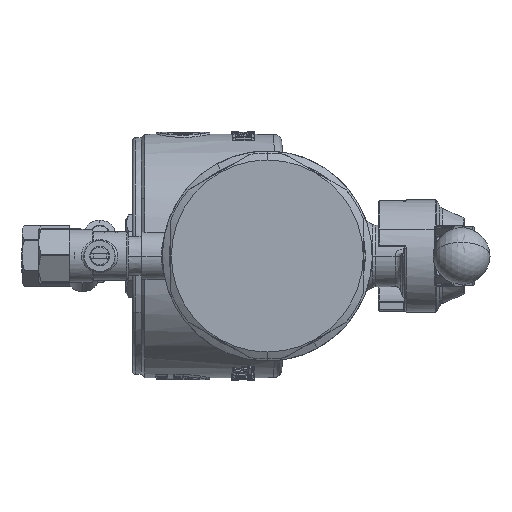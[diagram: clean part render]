
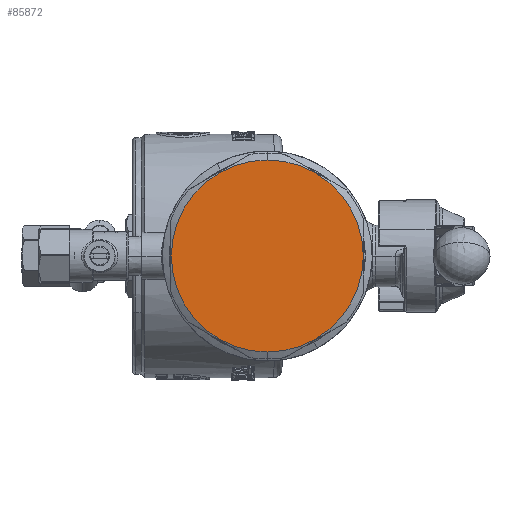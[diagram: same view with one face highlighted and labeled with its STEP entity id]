
A CAD part, front view. The second image highlights one B-rep face of the part: STEP entity #85872.
In plain terms, the highlighted planar face has unit normal (0, -1, 0).
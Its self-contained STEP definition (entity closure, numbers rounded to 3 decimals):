
#85811=CARTESIAN_POINT('Vertex',(0.,-156.,34.25)) ;
#85814=CARTESIAN_POINT('Axis2P3D Location',(0.,-156.,0.)) ;
#85818=CARTESIAN_POINT('Vertex',(0.,-156.,-34.25)) ;
#85858=CARTESIAN_POINT('Axis2P3D Location',(0.,-156.,31.)) ;
#85863=CARTESIAN_POINT('Axis2P3D Location',(0.,-156.,0.)) ;
#85815=DIRECTION('Axis2P3D Direction',(0.,1.,0.)) ;
#85859=DIRECTION('Axis2P3D Direction',(0.,-1.,0.)) ;
#85860=DIRECTION('Axis2P3D XDirection',(-1.,0.,0.)) ;
#85864=DIRECTION('Axis2P3D Direction',(0.,-1.,0.)) ;
#85816=AXIS2_PLACEMENT_3D('Circle Axis2P3D',#85814,#85815,$) ;
#85861=AXIS2_PLACEMENT_3D('Plane Axis2P3D',#85858,#85859,#85860) ;
#85865=AXIS2_PLACEMENT_3D('Circle Axis2P3D',#85863,#85864,$) ;
#85817=CIRCLE('generated circle',#85816,34.25) ;
#85866=CIRCLE('generated circle',#85865,34.25) ;
#85862=PLANE('',#85861) ;
#85820=EDGE_CURVE('',#85819,#85812,#85817,.F.) ;
#85867=EDGE_CURVE('',#85812,#85819,#85866,.T.) ;
#85869=ORIENTED_EDGE('',*,*,#85867,.T.) ;
#85870=ORIENTED_EDGE('',*,*,#85820,.T.) ;
#85868=EDGE_LOOP('',(#85869,#85870)) ;
#85812=VERTEX_POINT('',#85811) ;
#85819=VERTEX_POINT('',#85818) ;
#85872=ADVANCED_FACE('PartBody',(#85871),#85862,.T.) ;
#85871=FACE_OUTER_BOUND('',#85868,.T.) ;
